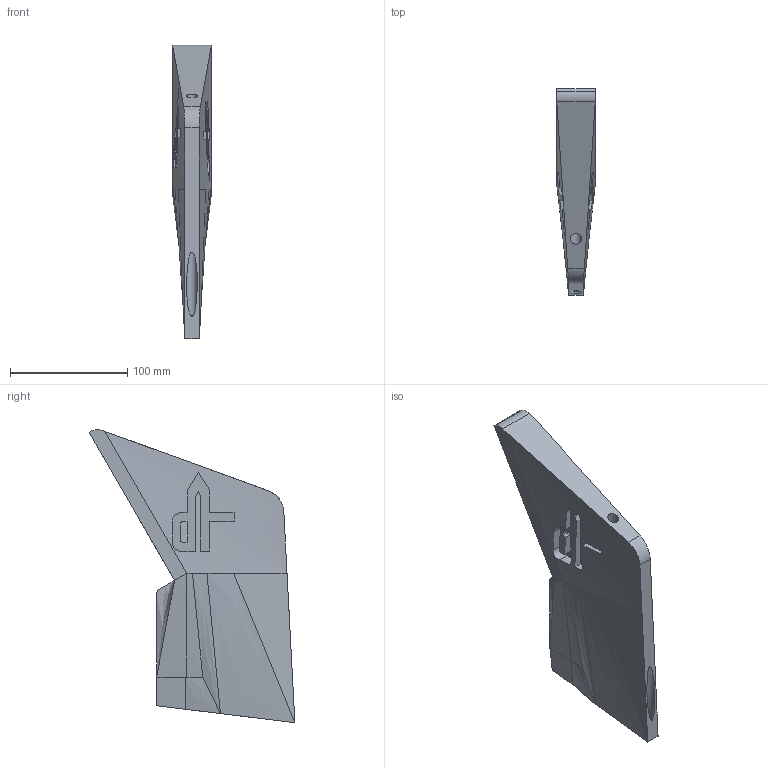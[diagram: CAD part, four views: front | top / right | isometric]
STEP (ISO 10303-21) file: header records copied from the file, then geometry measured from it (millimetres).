
FILE_DESCRIPTION(/* description */ (''),/* implementation_level */ '2;1');
FILE_NAME(/* name */ 'Rear Bottle Mount Aero Fin.step',/* time_stamp */ '2025-07-10T15:23:42-05:00',/* author */ (''),/* organization */ (''),/* preprocessor_version */ 'ST-DEVELOPER v20.1',/* originating_system */ 'Autodesk Translation Framework v14.10.0.0',/* authorisation */ '');
FILE_SCHEMA (('AUTOMOTIVE_DESIGN { 1 0 10303 214 3 1 1 }'));
Length unit declared in the file: millimetre
Products named in the file (1): Canyon Speedmax Rear Fin
Bounding box: 32.5 x 175.51 x 250.25 mm (x, y, z)
Volume: 476476.3 mm3; surface area: 78887.2 mm2
Topology: 1 solids, 1 shells, 99 faces, 254 edges, 166 vertices
Faces by surface type: plane 64, cylinder 19, bspline 16
Full cylindrical faces by diameter (mm): 4.5 x2, 5.1 x2, 9.5 x2
Entity records: 3455 total; most frequent: CARTESIAN_POINT 1132, ORIENTED_EDGE 508, DIRECTION 396, EDGE_CURVE 254, LINE 176, VECTOR 176, VERTEX_POINT 166, EDGE_LOOP 112
